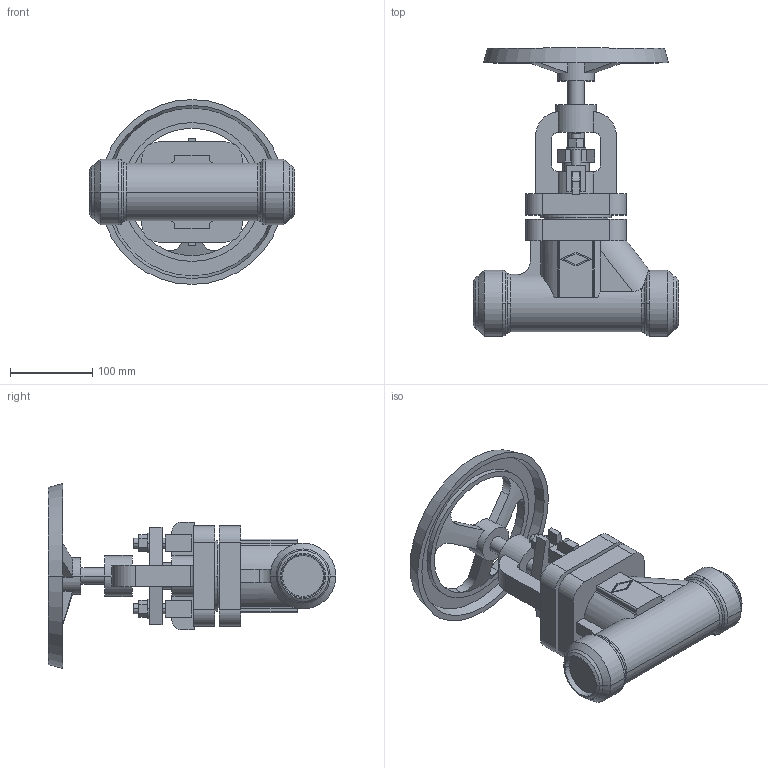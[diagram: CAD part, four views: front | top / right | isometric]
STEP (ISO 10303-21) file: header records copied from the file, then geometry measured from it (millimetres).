
FILE_DESCRIPTION( ( '' ), '1' );
FILE_NAME( 'c000004656.stp', '2015-03-04T08:37:20', ( '' ), ( '' ), ' ', ' ', ' ' );
FILE_SCHEMA( ( 'CONFIG_CONTROL_DESIGN' ) );
Length unit declared in the file: millimetre
Products named in the file (2): 1; 2
Bounding box: 250 x 350.4 x 225 mm (x, y, z)
Volume: 2838247.8 mm3; surface area: 297663.2 mm2
Topology: 2 solids, 2 shells, 265 faces, 702 edges, 458 vertices
Faces by surface type: plane 135, cylinder 86, cone 34, torus 10
Entity records: 8835 total; most frequent: CARTESIAN_POINT 2031, DIRECTION 1429, ORIENTED_EDGE 1404, EDGE_CURVE 702, AXIS2_PLACEMENT_3D 510, VERTEX_POINT 458, LINE 409, VECTOR 409
